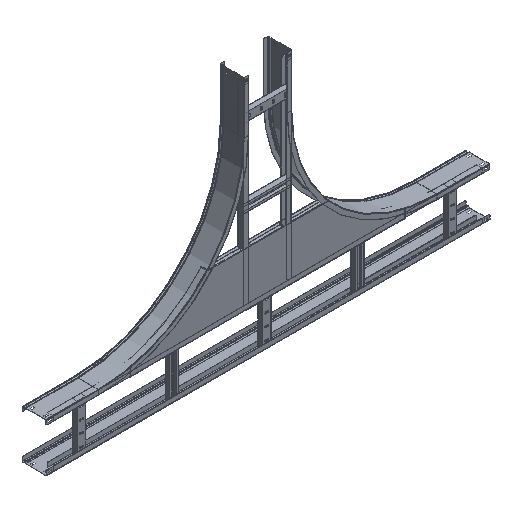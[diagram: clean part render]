
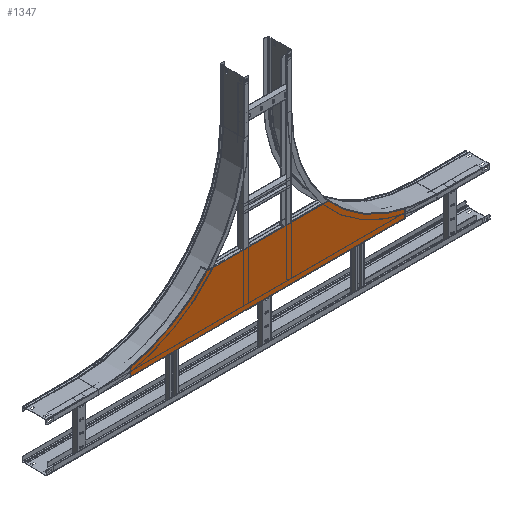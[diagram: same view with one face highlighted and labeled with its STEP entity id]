
A CAD part, isometric view. The second image highlights one B-rep face of the part: STEP entity #1347.
In plain terms, the highlighted planar face has unit normal (0, -1, 0).
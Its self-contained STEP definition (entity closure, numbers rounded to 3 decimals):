
#110 = DIRECTION ( 'NONE',  ( 0., 0., 1. ) ) ;
#516 = EDGE_CURVE ( 'NONE', #1863, #2559, #2428, .T. ) ;
#893 = VECTOR ( 'NONE', #10221, 1000. ) ;
#945 = DIRECTION ( 'NONE',  ( 0., 0., 1. ) ) ;
#1319 = CARTESIAN_POINT ( 'NONE',  ( 699.927, -1.2, 226.8 ) ) ;
#1347 = ADVANCED_FACE ( 'NONE', ( #9546 ), #10236, .F. ) ;
#1572 = DIRECTION ( 'NONE',  ( 0., 0., 1. ) ) ;
#1687 = VERTEX_POINT ( 'NONE', #6675 ) ;
#1701 = CARTESIAN_POINT ( 'NONE',  ( -699.927, -1.2, 226.8 ) ) ;
#1863 = VERTEX_POINT ( 'NONE', #7161 ) ;
#2254 = VECTOR ( 'NONE', #2283, 1000. ) ;
#2267 = DIRECTION ( 'NONE',  ( 0., 0., -1. ) ) ;
#2283 = DIRECTION ( 'NONE',  ( -1., 0., 0. ) ) ;
#2428 = CIRCLE ( 'NONE', #9067, 601.8 ) ;
#2559 = VERTEX_POINT ( 'NONE', #12226 ) ;
#2772 = CIRCLE ( 'NONE', #6767, 5. ) ;
#3109 = CARTESIAN_POINT ( 'NONE',  ( 568., -1.2, -395.4 ) ) ;
#3149 = ORIENTED_EDGE ( 'NONE', *, *, #6839, .T. ) ;
#3369 = CARTESIAN_POINT ( 'NONE',  ( -568., -1.2, 226.8 ) ) ;
#3665 = CIRCLE ( 'NONE', #9989, 5. ) ;
#3706 = ORIENTED_EDGE ( 'NONE', *, *, #516, .F. ) ;
#3929 = VERTEX_POINT ( 'NONE', #13110 ) ;
#4136 = CARTESIAN_POINT ( 'NONE',  ( 568., -1.2, -393.2 ) ) ;
#4246 = DIRECTION ( 'NONE',  ( 0., -1., 0. ) ) ;
#4379 = LINE ( 'NONE', #3109, #893 ) ;
#4433 = VERTEX_POINT ( 'NONE', #10699 ) ;
#4931 = CARTESIAN_POINT ( 'NONE',  ( 563., -1.2, -364.349 ) ) ;
#4971 = LINE ( 'NONE', #11638, #6385 ) ;
#5337 = EDGE_LOOP ( 'NONE', ( #3706, #3149, #6036, #8876, #9604, #9953, #11812, #11431 ) ) ;
#5519 = EDGE_CURVE ( 'NONE', #4433, #2559, #4971, .T. ) ;
#5538 = DIRECTION ( 'NONE',  ( -1., 0., 0. ) ) ;
#5919 = DIRECTION ( 'NONE',  ( 0., -1., 0. ) ) ;
#6036 = ORIENTED_EDGE ( 'NONE', *, *, #7080, .T. ) ;
#6176 = AXIS2_PLACEMENT_3D ( 'NONE', #11434, #12264, #110 ) ;
#6385 = VECTOR ( 'NONE', #5538, 1000. ) ;
#6480 = EDGE_CURVE ( 'NONE', #8065, #12853, #6502, .T. ) ;
#6502 = LINE ( 'NONE', #11382, #2254 ) ;
#6675 = CARTESIAN_POINT ( 'NONE',  ( 568., -1.2, -364.349 ) ) ;
#6767 = AXIS2_PLACEMENT_3D ( 'NONE', #4931, #7991, #945 ) ;
#6839 = EDGE_CURVE ( 'NONE', #1863, #3929, #3665, .T. ) ;
#6885 = DIRECTION ( 'NONE',  ( 0., 0., 1. ) ) ;
#7080 = EDGE_CURVE ( 'NONE', #3929, #12853, #8412, .T. ) ;
#7161 = CARTESIAN_POINT ( 'NONE',  ( -564.128, -1.2, -359.478 ) ) ;
#7991 = DIRECTION ( 'NONE',  ( 0., -1., 0. ) ) ;
#8065 = VERTEX_POINT ( 'NONE', #4136 ) ;
#8323 = AXIS2_PLACEMENT_3D ( 'NONE', #1319, #4246, #2267 ) ;
#8412 = LINE ( 'NONE', #3369, #11949 ) ;
#8876 = ORIENTED_EDGE ( 'NONE', *, *, #6480, .F. ) ;
#9067 = AXIS2_PLACEMENT_3D ( 'NONE', #1701, #11865, #1572 ) ;
#9100 = CARTESIAN_POINT ( 'NONE',  ( 564.128, -1.2, -359.478 ) ) ;
#9311 = VERTEX_POINT ( 'NONE', #9100 ) ;
#9349 = DIRECTION ( 'NONE',  ( 0., 0., -1. ) ) ;
#9546 = FACE_OUTER_BOUND ( 'NONE', #5337, .T. ) ;
#9604 = ORIENTED_EDGE ( 'NONE', *, *, #10106, .F. ) ;
#9953 = ORIENTED_EDGE ( 'NONE', *, *, #11110, .T. ) ;
#9989 = AXIS2_PLACEMENT_3D ( 'NONE', #11146, #5919, #6885 ) ;
#10106 = EDGE_CURVE ( 'NONE', #1687, #8065, #4379, .T. ) ;
#10221 = DIRECTION ( 'NONE',  ( 0., 0., -1. ) ) ;
#10236 = PLANE ( 'NONE',  #6176 ) ;
#10699 = CARTESIAN_POINT ( 'NONE',  ( 250.301, -1.2, -173.2 ) ) ;
#11110 = EDGE_CURVE ( 'NONE', #1687, #9311, #2772, .T. ) ;
#11146 = CARTESIAN_POINT ( 'NONE',  ( -563., -1.2, -364.349 ) ) ;
#11234 = CARTESIAN_POINT ( 'NONE',  ( -568., -1.2, -393.2 ) ) ;
#11382 = CARTESIAN_POINT ( 'NONE',  ( -890.5, -1.2, -393.2 ) ) ;
#11431 = ORIENTED_EDGE ( 'NONE', *, *, #5519, .T. ) ;
#11434 = CARTESIAN_POINT ( 'NONE',  ( -699.927, -1.2, 226.8 ) ) ;
#11507 = CIRCLE ( 'NONE', #8323, 601.8 ) ;
#11638 = CARTESIAN_POINT ( 'NONE',  ( -560., -1.2, -173.2 ) ) ;
#11812 = ORIENTED_EDGE ( 'NONE', *, *, #12896, .F. ) ;
#11865 = DIRECTION ( 'NONE',  ( 0., -1., 0. ) ) ;
#11949 = VECTOR ( 'NONE', #9349, 1000. ) ;
#12226 = CARTESIAN_POINT ( 'NONE',  ( -250.301, -1.2, -173.2 ) ) ;
#12264 = DIRECTION ( 'NONE',  ( 0., 1., 0. ) ) ;
#12853 = VERTEX_POINT ( 'NONE', #11234 ) ;
#12896 = EDGE_CURVE ( 'NONE', #4433, #9311, #11507, .T. ) ;
#13110 = CARTESIAN_POINT ( 'NONE',  ( -568., -1.2, -364.349 ) ) ;
